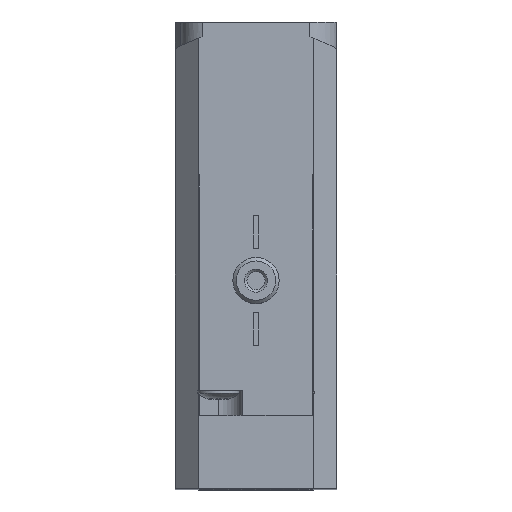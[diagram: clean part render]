
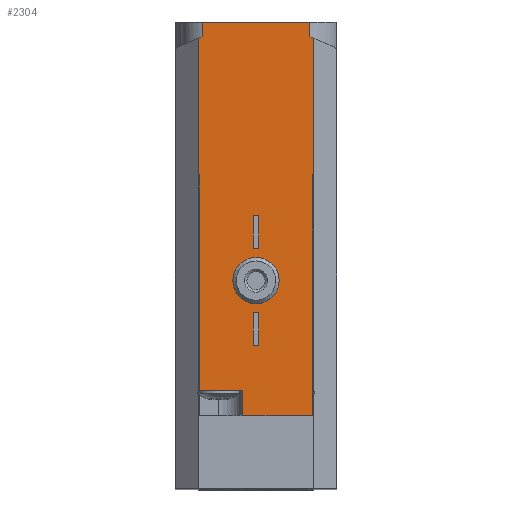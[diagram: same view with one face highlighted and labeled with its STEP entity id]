
A CAD part, top view. The second image highlights one B-rep face of the part: STEP entity #2304.
In plain terms, the highlighted face is planar.
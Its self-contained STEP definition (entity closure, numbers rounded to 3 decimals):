
#84=PLANE('',#2545);
#224=CIRCLE('',#2540,15.);
#225=CIRCLE('',#2541,15.);
#227=CIRCLE('',#2546,2.);
#510=ORIENTED_EDGE('',*,*,#1041,.T.);
#511=ORIENTED_EDGE('',*,*,#1067,.T.);
#512=ORIENTED_EDGE('',*,*,#1068,.F.);
#513=ORIENTED_EDGE('',*,*,#1030,.T.);
#514=ORIENTED_EDGE('',*,*,#1050,.T.);
#515=ORIENTED_EDGE('',*,*,#1069,.T.);
#516=ORIENTED_EDGE('',*,*,#1070,.F.);
#517=ORIENTED_EDGE('',*,*,#1058,.T.);
#518=ORIENTED_EDGE('',*,*,#1071,.T.);
#519=ORIENTED_EDGE('',*,*,#1072,.F.);
#520=ORIENTED_EDGE('',*,*,#1073,.F.);
#521=ORIENTED_EDGE('',*,*,#1054,.T.);
#522=ORIENTED_EDGE('',*,*,#1074,.T.);
#523=ORIENTED_EDGE('',*,*,#1075,.T.);
#524=ORIENTED_EDGE('',*,*,#1076,.T.);
#525=ORIENTED_EDGE('',*,*,#1077,.T.);
#526=ORIENTED_EDGE('',*,*,#1078,.T.);
#527=ORIENTED_EDGE('',*,*,#1079,.T.);
#528=ORIENTED_EDGE('',*,*,#1080,.T.);
#529=ORIENTED_EDGE('',*,*,#1081,.T.);
#530=ORIENTED_EDGE('',*,*,#1082,.T.);
#531=ORIENTED_EDGE('',*,*,#1083,.T.);
#532=ORIENTED_EDGE('',*,*,#1084,.F.);
#1030=EDGE_CURVE('',#1323,#1324,#1487,.T.);
#1041=EDGE_CURVE('',#1335,#1333,#1496,.T.);
#1050=EDGE_CURVE('',#1324,#1342,#1505,.T.);
#1054=EDGE_CURVE('',#1345,#1346,#224,.F.);
#1058=EDGE_CURVE('',#1350,#1349,#225,.F.);
#1067=EDGE_CURVE('',#1333,#1358,#1515,.T.);
#1068=EDGE_CURVE('',#1323,#1358,#1516,.T.);
#1069=EDGE_CURVE('',#1342,#1359,#1517,.T.);
#1070=EDGE_CURVE('',#1350,#1359,#1518,.T.);
#1071=EDGE_CURVE('',#1349,#1360,#1519,.T.);
#1072=EDGE_CURVE('',#1361,#1360,#1520,.T.);
#1073=EDGE_CURVE('',#1345,#1361,#1521,.T.);
#1074=EDGE_CURVE('',#1346,#1362,#1522,.T.);
#1075=EDGE_CURVE('',#1362,#1335,#1523,.T.);
#1076=EDGE_CURVE('',#1363,#1364,#1524,.T.);
#1077=EDGE_CURVE('',#1364,#1365,#1525,.T.);
#1078=EDGE_CURVE('',#1365,#1366,#1526,.T.);
#1079=EDGE_CURVE('',#1366,#1363,#1527,.T.);
#1080=EDGE_CURVE('',#1367,#1368,#1528,.T.);
#1081=EDGE_CURVE('',#1368,#1369,#1529,.T.);
#1082=EDGE_CURVE('',#1369,#1370,#1530,.T.);
#1083=EDGE_CURVE('',#1370,#1367,#1531,.T.);
#1084=EDGE_CURVE('',#1371,#1371,#227,.F.);
#1323=VERTEX_POINT('',#3800);
#1324=VERTEX_POINT('',#3801);
#1333=VERTEX_POINT('',#3821);
#1335=VERTEX_POINT('',#3824);
#1342=VERTEX_POINT('',#3840);
#1345=VERTEX_POINT('',#3849);
#1346=VERTEX_POINT('',#3850);
#1349=VERTEX_POINT('',#3864);
#1350=VERTEX_POINT('',#3866);
#1358=VERTEX_POINT('',#3896);
#1359=VERTEX_POINT('',#3899);
#1360=VERTEX_POINT('',#3902);
#1361=VERTEX_POINT('',#3904);
#1362=VERTEX_POINT('',#3907);
#1363=VERTEX_POINT('',#3910);
#1364=VERTEX_POINT('',#3911);
#1365=VERTEX_POINT('',#3913);
#1366=VERTEX_POINT('',#3915);
#1367=VERTEX_POINT('',#3918);
#1368=VERTEX_POINT('',#3919);
#1369=VERTEX_POINT('',#3921);
#1370=VERTEX_POINT('',#3923);
#1371=VERTEX_POINT('',#3926);
#1487=LINE('',#3799,#1652);
#1496=LINE('',#3823,#1661);
#1505=LINE('',#3841,#1670);
#1515=LINE('',#3895,#1680);
#1516=LINE('',#3897,#1681);
#1517=LINE('',#3898,#1682);
#1518=LINE('',#3900,#1683);
#1519=LINE('',#3901,#1684);
#1520=LINE('',#3903,#1685);
#1521=LINE('',#3905,#1686);
#1522=LINE('',#3906,#1687);
#1523=LINE('',#3908,#1688);
#1524=LINE('',#3909,#1689);
#1525=LINE('',#3912,#1690);
#1526=LINE('',#3914,#1691);
#1527=LINE('',#3916,#1692);
#1528=LINE('',#3917,#1693);
#1529=LINE('',#3920,#1694);
#1530=LINE('',#3922,#1695);
#1531=LINE('',#3924,#1696);
#1652=VECTOR('',#2931,1000.);
#1661=VECTOR('',#2946,1000.);
#1670=VECTOR('',#2957,1000.);
#1680=VECTOR('',#2981,1000.);
#1681=VECTOR('',#2982,1000.);
#1682=VECTOR('',#2983,1000.);
#1683=VECTOR('',#2984,1000.);
#1684=VECTOR('',#2985,1000.);
#1685=VECTOR('',#2986,1000.);
#1686=VECTOR('',#2987,1000.);
#1687=VECTOR('',#2988,1000.);
#1688=VECTOR('',#2989,1000.);
#1689=VECTOR('',#2990,1000.);
#1690=VECTOR('',#2991,1000.);
#1691=VECTOR('',#2992,1000.);
#1692=VECTOR('',#2993,1000.);
#1693=VECTOR('',#2994,1000.);
#1694=VECTOR('',#2995,1000.);
#1695=VECTOR('',#2996,1000.);
#1696=VECTOR('',#2997,1000.);
#1870=EDGE_LOOP('',(#510,#511,#512,#513,#514,#515,#516,#517,#518,#519,#520,
#521,#522,#523));
#1871=EDGE_LOOP('',(#524,#525,#526,#527));
#1872=EDGE_LOOP('',(#528,#529,#530,#531));
#1873=EDGE_LOOP('',(#532));
#2074=FACE_BOUND('',#1870,.T.);
#2075=FACE_BOUND('',#1871,.T.);
#2076=FACE_BOUND('',#1872,.T.);
#2077=FACE_BOUND('',#1873,.T.);
#2304=ADVANCED_FACE('',(#2074,#2075,#2076,#2077),#84,.F.);
#2540=AXIS2_PLACEMENT_3D('',#3848,#2963,#2964);
#2541=AXIS2_PLACEMENT_3D('',#3865,#2967,#2968);
#2545=AXIS2_PLACEMENT_3D('',#3894,#2979,#2980);
#2546=AXIS2_PLACEMENT_3D('',#3925,#2998,#2999);
#2931=DIRECTION('',(0.,0.,1.));
#2946=DIRECTION('',(0.,-1.,0.));
#2957=DIRECTION('',(0.,1.,0.));
#2963=DIRECTION('',(1.,0.,0.));
#2964=DIRECTION('',(0.,0.,-1.));
#2967=DIRECTION('',(1.,0.,0.));
#2968=DIRECTION('',(0.,0.,-1.));
#2979=DIRECTION('',(1.,0.,0.));
#2980=DIRECTION('',(0.,0.,-1.));
#2981=DIRECTION('',(0.,0.,1.));
#2982=DIRECTION('',(0.,1.,0.));
#2983=DIRECTION('',(0.,0.,1.));
#2984=DIRECTION('',(0.,-1.,0.));
#2985=DIRECTION('',(0.,1.,0.));
#2986=DIRECTION('',(0.,0.,1.));
#2987=DIRECTION('',(0.,1.,0.));
#2988=DIRECTION('',(0.,-1.,0.));
#2989=DIRECTION('',(0.,0.,1.));
#2990=DIRECTION('',(0.,1.,0.));
#2991=DIRECTION('',(0.,0.,1.));
#2992=DIRECTION('',(0.,-1.,0.));
#2993=DIRECTION('',(0.,0.,-1.));
#2994=DIRECTION('',(0.,1.,0.));
#2995=DIRECTION('',(0.,0.,1.));
#2996=DIRECTION('',(0.,-1.,0.));
#2997=DIRECTION('',(0.,0.,-1.));
#2998=DIRECTION('',(1.,0.,0.));
#2999=DIRECTION('',(0.,0.,-1.));
#3799=CARTESIAN_POINT('',(0.,6.3,-4.9));
#3800=CARTESIAN_POINT('',(0.,6.3,-1.15));
#3801=CARTESIAN_POINT('',(0.,6.3,4.9));
#3821=CARTESIAN_POINT('',(0.,8.4,-4.9));
#3823=CARTESIAN_POINT('',(0.,27.1,-4.9));
#3824=CARTESIAN_POINT('',(0.,27.1,-4.9));
#3840=CARTESIAN_POINT('',(0.,27.1,4.9));
#3841=CARTESIAN_POINT('',(0.,6.3,4.9));
#3848=CARTESIAN_POINT('',(0.,24.8,0.));
#3849=CARTESIAN_POINT('',(0.,39.061,-4.65));
#3850=CARTESIAN_POINT('',(0.,38.942,-5.));
#3864=CARTESIAN_POINT('',(0.,39.061,4.65));
#3865=CARTESIAN_POINT('',(0.,24.8,0.));
#3866=CARTESIAN_POINT('',(0.,38.942,5.));
#3894=CARTESIAN_POINT('',(0.,40.3,-5.));
#3895=CARTESIAN_POINT('',(0.,8.4,-5.));
#3896=CARTESIAN_POINT('',(0.,8.4,-1.15));
#3897=CARTESIAN_POINT('',(0.,6.3,-1.15));
#3898=CARTESIAN_POINT('',(0.,27.1,4.9));
#3899=CARTESIAN_POINT('',(0.,27.1,5.));
#3900=CARTESIAN_POINT('',(0.,40.3,5.));
#3901=CARTESIAN_POINT('',(0.,35.3,4.65));
#3902=CARTESIAN_POINT('',(0.,40.3,4.65));
#3903=CARTESIAN_POINT('',(0.,40.3,-4.65));
#3904=CARTESIAN_POINT('',(0.,40.3,-4.65));
#3905=CARTESIAN_POINT('',(0.,35.3,-4.65));
#3906=CARTESIAN_POINT('',(0.,40.3,-5.));
#3907=CARTESIAN_POINT('',(0.,27.1,-5.));
#3908=CARTESIAN_POINT('',(0.,27.1,-7.));
#3909=CARTESIAN_POINT('',(0.,20.75,-0.25));
#3910=CARTESIAN_POINT('',(0.,20.75,-0.25));
#3911=CARTESIAN_POINT('',(0.,23.55,-0.25));
#3912=CARTESIAN_POINT('',(0.,23.55,-0.25));
#3913=CARTESIAN_POINT('',(0.,23.55,0.25));
#3914=CARTESIAN_POINT('',(0.,23.55,0.25));
#3915=CARTESIAN_POINT('',(0.,20.75,0.25));
#3916=CARTESIAN_POINT('',(0.,20.75,0.25));
#3917=CARTESIAN_POINT('',(0.,12.35,-0.25));
#3918=CARTESIAN_POINT('',(0.,12.35,-0.25));
#3919=CARTESIAN_POINT('',(0.,15.15,-0.25));
#3920=CARTESIAN_POINT('',(0.,15.15,-0.25));
#3921=CARTESIAN_POINT('',(0.,15.15,0.25));
#3922=CARTESIAN_POINT('',(0.,15.15,0.25));
#3923=CARTESIAN_POINT('',(0.,12.35,0.25));
#3924=CARTESIAN_POINT('',(0.,12.35,0.25));
#3925=CARTESIAN_POINT('',(0.,17.95,0.));
#3926=CARTESIAN_POINT('',(0.,17.95,-2.));
